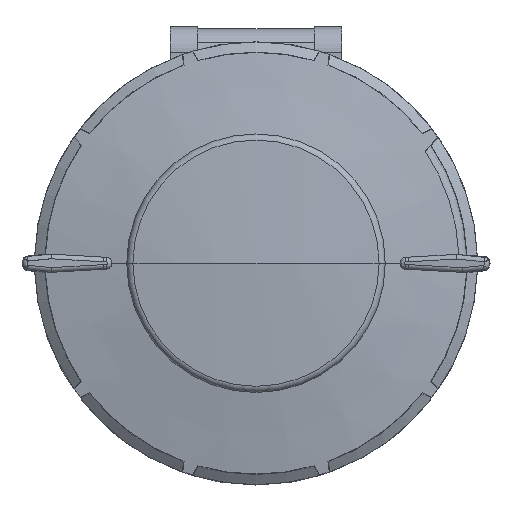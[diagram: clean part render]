
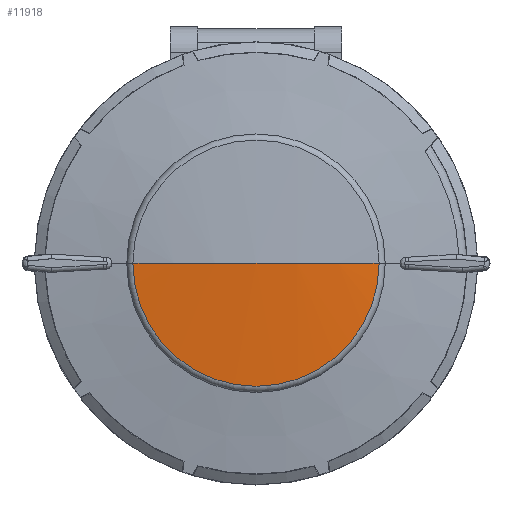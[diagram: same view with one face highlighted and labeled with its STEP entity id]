
A CAD part, top view. The second image highlights one B-rep face of the part: STEP entity #11918.
In plain terms, the highlighted spherical face has radius 224.39 mm.
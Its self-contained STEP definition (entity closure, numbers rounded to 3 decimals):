
#297 = AXIS2_PLACEMENT_3D ( 'NONE', #23499, #20074, #8372 ) ;
#918 = CARTESIAN_POINT ( 'NONE',  ( -0.001, 0., 66.196 ) ) ;
#1392 = AXIS2_PLACEMENT_3D ( 'NONE', #19741, #6689, #6801 ) ;
#1560 = CARTESIAN_POINT ( 'NONE',  ( -0.001, 0., -156.62 ) ) ;
#2668 = CIRCLE ( 'NONE', #297, 224.39 ) ;
#3437 = CIRCLE ( 'NONE', #10948, 26.527 ) ;
#4064 = CARTESIAN_POINT ( 'NONE',  ( -26.528, 0., 66.196 ) ) ;
#4666 = VERTEX_POINT ( 'NONE', #5525 ) ;
#4721 = EDGE_CURVE ( 'NONE', #12138, #4666, #14550, .T. ) ;
#5034 = AXIS2_PLACEMENT_3D ( 'NONE', #1560, #14776, #20441 ) ;
#5525 = CARTESIAN_POINT ( 'NONE',  ( 26.527, 0., 66.196 ) ) ;
#6022 = CARTESIAN_POINT ( 'NONE',  ( -0.001, 0., 67.77 ) ) ;
#6689 = DIRECTION ( 'NONE',  ( 0., 1., 0. ) ) ;
#6801 = DIRECTION ( 'NONE',  ( -1., 0., 0. ) ) ;
#8372 = DIRECTION ( 'NONE',  ( 1., 0., 0. ) ) ;
#8488 = DIRECTION ( 'NONE',  ( 0., 0., 1. ) ) ;
#10948 = AXIS2_PLACEMENT_3D ( 'NONE', #918, #8488, #16002 ) ;
#11918 = ADVANCED_FACE ( 'NONE', ( #23665 ), #19856, .T. ) ;
#12138 = VERTEX_POINT ( 'NONE', #6022 ) ;
#14550 = CIRCLE ( 'NONE', #5034, 224.39 ) ;
#14776 = DIRECTION ( 'NONE',  ( 0., 1., 0. ) ) ;
#16002 = DIRECTION ( 'NONE',  ( 1., 0., 0. ) ) ;
#17209 = ORIENTED_EDGE ( 'NONE', *, *, #18337, .T. ) ;
#17842 = VERTEX_POINT ( 'NONE', #4064 ) ;
#18337 = EDGE_CURVE ( 'NONE', #17842, #4666, #3437, .T. ) ;
#19328 = EDGE_CURVE ( 'NONE', #12138, #17842, #2668, .T. ) ;
#19741 = CARTESIAN_POINT ( 'NONE',  ( -0.001, 0., -156.62 ) ) ;
#19856 = SPHERICAL_SURFACE ( 'NONE', #1392, 224.39 ) ;
#20074 = DIRECTION ( 'NONE',  ( 0., -1., 0. ) ) ;
#20441 = DIRECTION ( 'NONE',  ( -1., 0., 0. ) ) ;
#21618 = EDGE_LOOP ( 'NONE', ( #23822, #23496, #17209 ) ) ;
#23496 = ORIENTED_EDGE ( 'NONE', *, *, #19328, .T. ) ;
#23499 = CARTESIAN_POINT ( 'NONE',  ( -0.001, 0., -156.62 ) ) ;
#23665 = FACE_OUTER_BOUND ( 'NONE', #21618, .T. ) ;
#23822 = ORIENTED_EDGE ( 'NONE', *, *, #4721, .F. ) ;
